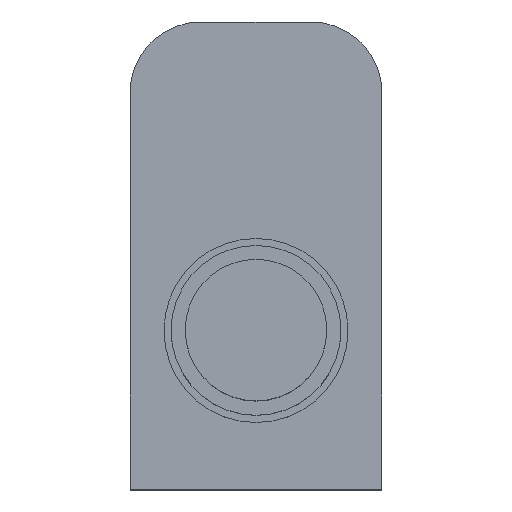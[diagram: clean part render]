
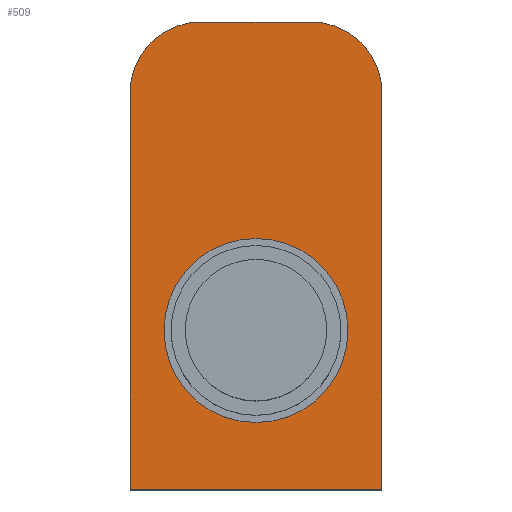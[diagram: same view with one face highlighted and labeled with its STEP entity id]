
A CAD part, top view. The second image highlights one B-rep face of the part: STEP entity #509.
In plain terms, the highlighted planar face has unit normal (0, 0, 1).
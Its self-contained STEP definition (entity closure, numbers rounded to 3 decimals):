
#20 = CARTESIAN_POINT ( 'NONE',  ( 44.5, 45., 94. ) ) ;
#25 = CARTESIAN_POINT ( 'NONE',  ( 44.5, 20., 94. ) ) ;
#41 = EDGE_CURVE ( 'NONE', #770, #911, #153, .T. ) ;
#96 = ORIENTED_EDGE ( 'NONE', *, *, #41, .T. ) ;
#97 = LINE ( 'NONE', #20, #474 ) ;
#101 = AXIS2_PLACEMENT_3D ( 'NONE', #978, #645, #1075 ) ;
#116 = EDGE_LOOP ( 'NONE', ( #1076, #210 ) ) ;
#153 = CIRCLE ( 'NONE', #101, 25. ) ;
#174 = EDGE_CURVE ( 'NONE', #911, #1025, #616, .T. ) ;
#201 = AXIS2_PLACEMENT_3D ( 'NONE', #402, #803, #982 ) ;
#204 = VECTOR ( 'NONE', #769, 1000. ) ;
#210 = ORIENTED_EDGE ( 'NONE', *, *, #622, .F. ) ;
#233 = CARTESIAN_POINT ( 'NONE',  ( -19.5, 20., 94. ) ) ;
#253 = ORIENTED_EDGE ( 'NONE', *, *, #939, .T. ) ;
#259 = AXIS2_PLACEMENT_3D ( 'NONE', #233, #821, #508 ) ;
#264 = DIRECTION ( 'NONE',  ( 0., 1., 0. ) ) ;
#299 = CARTESIAN_POINT ( 'NONE',  ( -32.5, -64., 94. ) ) ;
#317 = CIRCLE ( 'NONE', #259, 25. ) ;
#319 = ORIENTED_EDGE ( 'NONE', *, *, #671, .T. ) ;
#331 = DIRECTION ( 'NONE',  ( 1., 0., 0. ) ) ;
#348 = EDGE_LOOP ( 'NONE', ( #554, #319, #253, #362, #1042, #96 ) ) ;
#357 = CARTESIAN_POINT ( 'NONE',  ( 44.5, -120., 94. ) ) ;
#362 = ORIENTED_EDGE ( 'NONE', *, *, #399, .T. ) ;
#382 = CARTESIAN_POINT ( 'NONE',  ( 0., 0., 94. ) ) ;
#392 = VERTEX_POINT ( 'NONE', #357 ) ;
#399 = EDGE_CURVE ( 'NONE', #944, #392, #596, .T. ) ;
#402 = CARTESIAN_POINT ( 'NONE',  ( 0., -64., 94. ) ) ;
#408 = CARTESIAN_POINT ( 'NONE',  ( 0., -64., 94. ) ) ;
#425 = CARTESIAN_POINT ( 'NONE',  ( 32.5, -64., 94. ) ) ;
#469 = AXIS2_PLACEMENT_3D ( 'NONE', #408, #659, #331 ) ;
#474 = VECTOR ( 'NONE', #264, 1000. ) ;
#508 = DIRECTION ( 'NONE',  ( 1., 0., 0. ) ) ;
#509 = ADVANCED_FACE ( 'NONE', ( #951, #1012 ), #536, .T. ) ;
#518 = DIRECTION ( 'NONE',  ( -1., 0., 0. ) ) ;
#536 = PLANE ( 'NONE',  #945 ) ;
#547 = CARTESIAN_POINT ( 'NONE',  ( -44.5, 45., 94. ) ) ;
#554 = ORIENTED_EDGE ( 'NONE', *, *, #174, .T. ) ;
#596 = LINE ( 'NONE', #598, #204 ) ;
#598 = CARTESIAN_POINT ( 'NONE',  ( -44.5, -120., 94. ) ) ;
#599 = VERTEX_POINT ( 'NONE', #299 ) ;
#604 = DIRECTION ( 'NONE',  ( 0., -1., 0. ) ) ;
#616 = LINE ( 'NONE', #752, #696 ) ;
#622 = EDGE_CURVE ( 'NONE', #798, #599, #1023, .T. ) ;
#637 = VECTOR ( 'NONE', #604, 1000. ) ;
#645 = DIRECTION ( 'NONE',  ( 0., 0., 1. ) ) ;
#659 = DIRECTION ( 'NONE',  ( 0., 0., 1. ) ) ;
#671 = EDGE_CURVE ( 'NONE', #1025, #786, #317, .T. ) ;
#696 = VECTOR ( 'NONE', #518, 1000. ) ;
#698 = EDGE_CURVE ( 'NONE', #599, #798, #1046, .T. ) ;
#704 = DIRECTION ( 'NONE',  ( 0., 0., 1. ) ) ;
#752 = CARTESIAN_POINT ( 'NONE',  ( -44.5, 45., 94. ) ) ;
#767 = EDGE_CURVE ( 'NONE', #392, #770, #97, .T. ) ;
#769 = DIRECTION ( 'NONE',  ( 1., 0., 0. ) ) ;
#770 = VERTEX_POINT ( 'NONE', #25 ) ;
#777 = CARTESIAN_POINT ( 'NONE',  ( -44.5, -120., 94. ) ) ;
#786 = VERTEX_POINT ( 'NONE', #912 ) ;
#798 = VERTEX_POINT ( 'NONE', #425 ) ;
#803 = DIRECTION ( 'NONE',  ( 0., 0., 1. ) ) ;
#821 = DIRECTION ( 'NONE',  ( 0., 0., 1. ) ) ;
#876 = CARTESIAN_POINT ( 'NONE',  ( 19.5, 45., 94. ) ) ;
#887 = CARTESIAN_POINT ( 'NONE',  ( -19.5, 45., 94. ) ) ;
#911 = VERTEX_POINT ( 'NONE', #876 ) ;
#912 = CARTESIAN_POINT ( 'NONE',  ( -44.5, 20., 94. ) ) ;
#939 = EDGE_CURVE ( 'NONE', #786, #944, #975, .T. ) ;
#944 = VERTEX_POINT ( 'NONE', #777 ) ;
#945 = AXIS2_PLACEMENT_3D ( 'NONE', #382, #704, #1045 ) ;
#951 = FACE_BOUND ( 'NONE', #116, .T. ) ;
#975 = LINE ( 'NONE', #547, #637 ) ;
#978 = CARTESIAN_POINT ( 'NONE',  ( 19.5, 20., 94. ) ) ;
#982 = DIRECTION ( 'NONE',  ( 1., 0., 0. ) ) ;
#1012 = FACE_OUTER_BOUND ( 'NONE', #348, .T. ) ;
#1023 = CIRCLE ( 'NONE', #201, 32.5 ) ;
#1025 = VERTEX_POINT ( 'NONE', #887 ) ;
#1042 = ORIENTED_EDGE ( 'NONE', *, *, #767, .T. ) ;
#1045 = DIRECTION ( 'NONE',  ( 1., 0., 0. ) ) ;
#1046 = CIRCLE ( 'NONE', #469, 32.5 ) ;
#1075 = DIRECTION ( 'NONE',  ( 1., 0., 0. ) ) ;
#1076 = ORIENTED_EDGE ( 'NONE', *, *, #698, .F. ) ;
